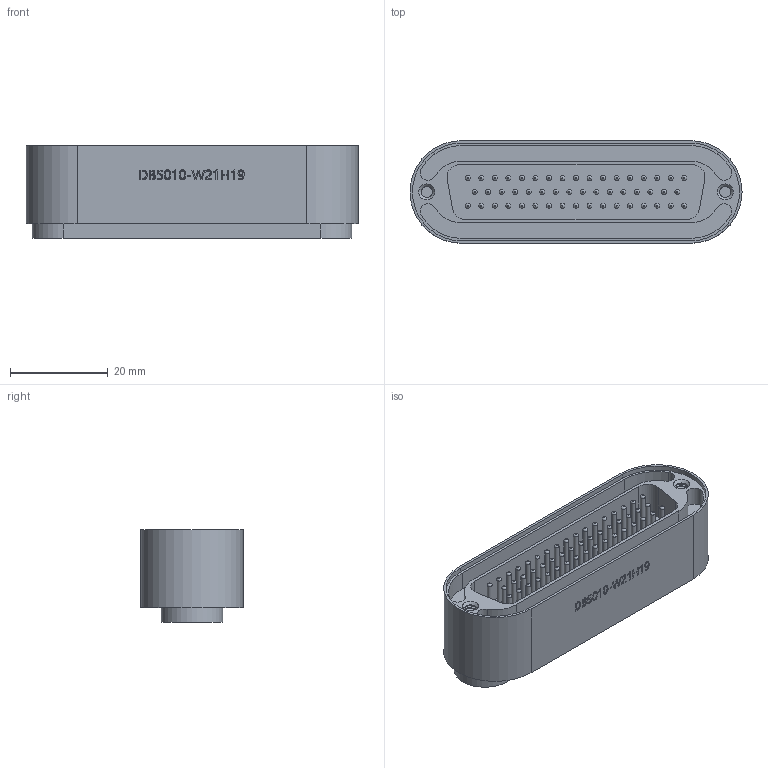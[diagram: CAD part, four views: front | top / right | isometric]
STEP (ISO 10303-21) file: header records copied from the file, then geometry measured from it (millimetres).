
FILE_DESCRIPTION (( 'STEP AP214' ), '1' );
FILE_NAME ('Íâ·¢Ä£ÐÍ-DB5010-W21H19.STEP', '2024-08-16T10:44:24', ( '' ), ( '' ), 'SwSTEP 2.0', 'SolidWorks 2020', '' );
FILE_SCHEMA (( 'AUTOMOTIVE_DESIGN' ));
Length unit declared in the file: millimetre
Products named in the file (3): 俋楷耀倰-FL-DB5010-W21H19; NDL-D10L17; 俋楷耀倰-DB5010-W21H19
Assembly tree (51 placements, depth 2):
  俋楷耀倰-DB5010-W21H19
    俋楷耀倰-FL-DB5010-W21H19
    NDL-D10L17  x50
Bounding box: 68 x 21 x 19 mm (x, y, z)
Volume: 13368.3 mm3; surface area: 12137.6 mm2
Topology: 51 solids, 51 shells, 476 faces, 1292 edges, 971 vertices
Faces by surface type: plane 192, cylinder 154, torus 100, bspline 26, cone 4
Full cylindrical faces by diameter (mm): 1 x100, 2.3 x24
Entity records: 15358 total; most frequent: CARTESIAN_POINT 8230, ORIENTED_EDGE 1524, DIRECTION 1146, EDGE_CURVE 762, VERTEX_POINT 673, EDGE_LOOP 421, AXIS2_PLACEMENT_3D 403, VECTOR 340
